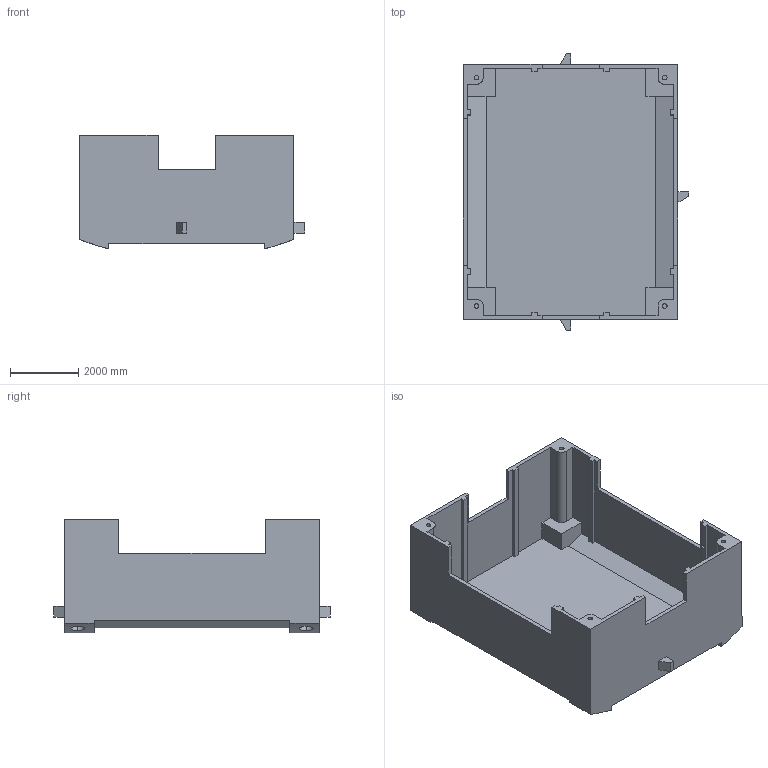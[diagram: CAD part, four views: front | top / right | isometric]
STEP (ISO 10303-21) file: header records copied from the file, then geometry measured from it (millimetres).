
FILE_DESCRIPTION(('produced by SPATIAL CORP'),'2;1');
FILE_NAME( 'housing.step.hh.sat.stp','2002-04-22T10:01:59+00:00',('SPATIAL CORP'),('SPATIAL CORP' ),'ACIS STEP Husk','http://www.spatial.com','SPATIAL CORP');
FILE_SCHEMA(('CONFIG_CONTROL_DESIGN'));
Length unit declared in the file: millimetre
Products named in the file (1): PRODUCT_ID_1
Bounding box: 6598.43 x 8094.49 x 3334.38 mm (x, y, z)
Volume: 16240560960.6 mm3; surface area: 245861779.1 mm2
Topology: 1 solids, 1 shells, 141 faces, 404 edges, 276 vertices
Faces by surface type: plane 113, cylinder 28
Entity records: 4985 total; most frequent: CARTESIAN_POINT 1303, ORIENTED_EDGE 808, DIRECTION 654, EDGE_CURVE 404, VECTOR 328, LINE 328, VERTEX_POINT 276, AXIS2_PLACEMENT_3D 163
